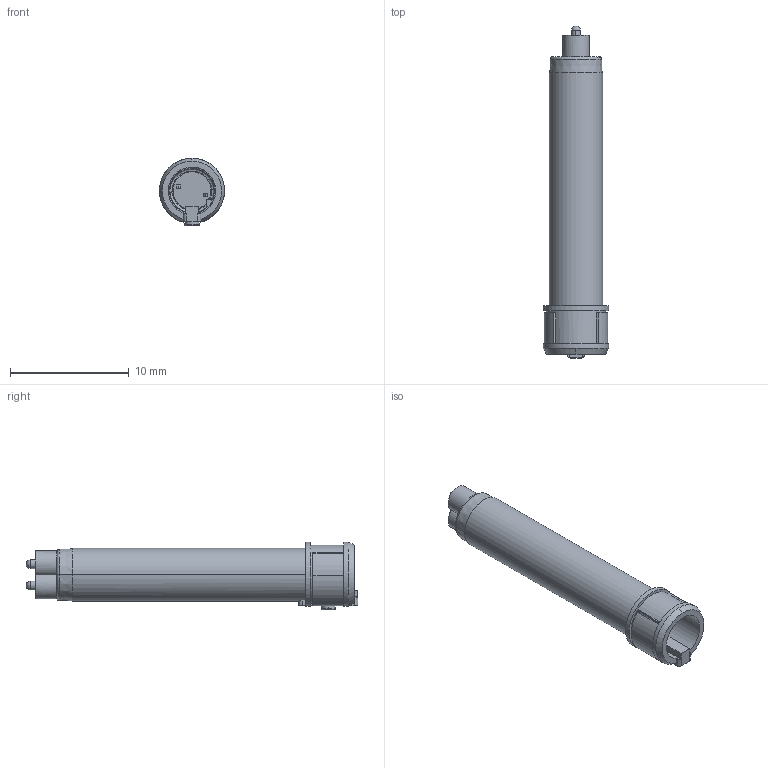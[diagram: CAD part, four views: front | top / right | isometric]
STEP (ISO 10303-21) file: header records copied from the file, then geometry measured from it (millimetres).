
FILE_DESCRIPTION (( 'STEP AP214' ), '1' );
FILE_NAME ('INGUN_114373.STEP', '2022-09-21T07:14:53', ( '' ), ( '' ), 'SwSTEP 2.0', 'SolidWorks 2021', '' );
FILE_SCHEMA (( 'AUTOMOTIVE_DESIGN' ));
Length unit declared in the file: millimetre
Products named in the file (1): INGUN_114373
Bounding box: 5.5 x 28 x 5.7 mm (x, y, z)
Volume: 343.5 mm3; surface area: 571.5 mm2
Topology: 1 solids, 1 shells, 118 faces, 320 edges, 206 vertices
Faces by surface type: plane 59, bspline 33, cylinder 18, cone 4, torus 4
Entity records: 5901 total; most frequent: CARTESIAN_POINT 2579, ORIENTED_EDGE 628, DIRECTION 456, EDGE_CURVE 314, VERTEX_POINT 206, AXIS2_PLACEMENT_3D 153, LINE 150, VECTOR 150
